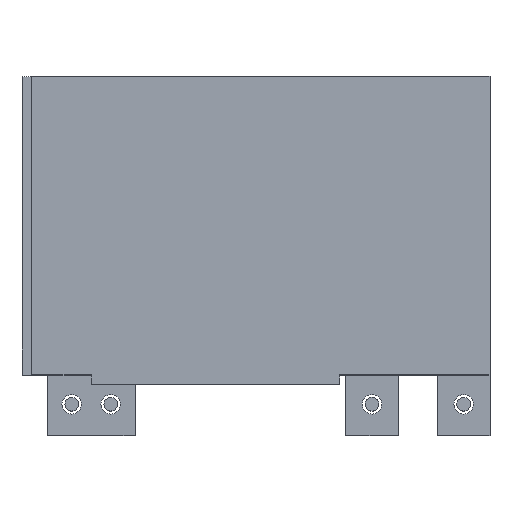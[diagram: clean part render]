
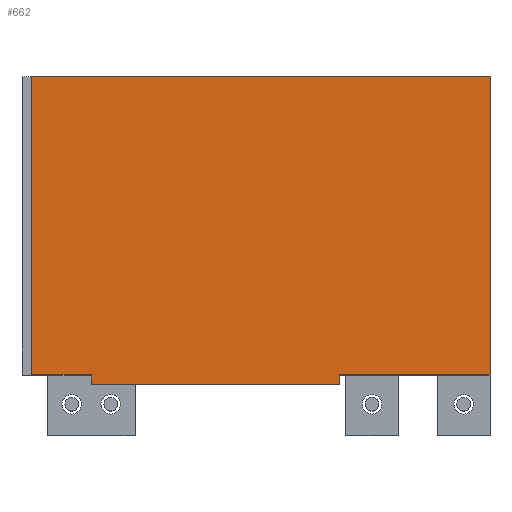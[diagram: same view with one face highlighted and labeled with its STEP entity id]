
A CAD part, top view. The second image highlights one B-rep face of the part: STEP entity #662.
In plain terms, the highlighted planar face has unit normal (0, 0, 1).
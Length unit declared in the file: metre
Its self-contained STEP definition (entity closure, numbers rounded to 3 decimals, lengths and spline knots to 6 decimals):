
#183=ORIENTED_EDGE('',*,*,#267,.F.);
#184=ORIENTED_EDGE('',*,*,#271,.T.);
#185=ORIENTED_EDGE('',*,*,#274,.T.);
#186=ORIENTED_EDGE('',*,*,#277,.T.);
#187=ORIENTED_EDGE('',*,*,#280,.T.);
#188=ORIENTED_EDGE('',*,*,#283,.T.);
#189=ORIENTED_EDGE('',*,*,#286,.T.);
#190=ORIENTED_EDGE('',*,*,#288,.T.);
#267=EDGE_CURVE('',#335,#336,#399,.T.);
#271=EDGE_CURVE('',#335,#338,#403,.T.);
#274=EDGE_CURVE('',#338,#340,#406,.T.);
#277=EDGE_CURVE('',#340,#342,#409,.T.);
#280=EDGE_CURVE('',#342,#344,#412,.T.);
#283=EDGE_CURVE('',#344,#346,#415,.T.);
#286=EDGE_CURVE('',#346,#348,#418,.T.);
#288=EDGE_CURVE('',#348,#336,#420,.T.);
#335=VERTEX_POINT('',#1133);
#336=VERTEX_POINT('',#1135);
#338=VERTEX_POINT('',#1141);
#340=VERTEX_POINT('',#1147);
#342=VERTEX_POINT('',#1153);
#344=VERTEX_POINT('',#1159);
#346=VERTEX_POINT('',#1165);
#348=VERTEX_POINT('',#1171);
#399=LINE('',#1134,#463);
#403=LINE('',#1142,#467);
#406=LINE('',#1148,#470);
#409=LINE('',#1154,#473);
#412=LINE('',#1160,#476);
#415=LINE('',#1166,#479);
#418=LINE('',#1172,#482);
#420=LINE('',#1175,#484);
#463=VECTOR('',#932,1.);
#467=VECTOR('',#938,1.);
#470=VECTOR('',#943,1.);
#473=VECTOR('',#948,1.);
#476=VECTOR('',#953,1.);
#479=VECTOR('',#958,1.);
#482=VECTOR('',#963,1.);
#484=VECTOR('',#967,1.);
#525=EDGE_LOOP('',(#183,#184,#185,#186,#187,#188,#189,#190));
#583=FACE_BOUND('',#525,.T.);
#624=PLANE('',#798);
#662=ADVANCED_FACE('',(#583),#624,.T.);
#798=AXIS2_PLACEMENT_3D('',#1176,#968,#969);
#932=DIRECTION('',(-1.,0.,0.));
#938=DIRECTION('',(0.,-1.,0.));
#943=DIRECTION('',(1.,0.,0.));
#948=DIRECTION('',(0.,1.,0.));
#953=DIRECTION('',(1.,0.,0.));
#958=DIRECTION('',(0.,1.,0.));
#963=DIRECTION('',(-1.,0.,0.));
#967=DIRECTION('',(0.,-1.,0.));
#968=DIRECTION('',(0.,0.,1.));
#969=DIRECTION('',(1.,0.,0.));
#1133=CARTESIAN_POINT('',(-0.02045,-0.0153,0.0097));
#1134=CARTESIAN_POINT('',(-0.021975,-0.0153,0.0097));
#1135=CARTESIAN_POINT('',(-0.0235,-0.0153,0.0097));
#1141=CARTESIAN_POINT('',(-0.02045,-0.0158,0.0097));
#1142=CARTESIAN_POINT('',(-0.02045,-0.01555,0.0097));
#1147=CARTESIAN_POINT('',(-0.0077,-0.0158,0.0097));
#1148=CARTESIAN_POINT('',(-0.014075,-0.0158,0.0097));
#1153=CARTESIAN_POINT('',(-0.0077,-0.0153,0.0097));
#1154=CARTESIAN_POINT('',(-0.0077,-0.01555,0.0097));
#1159=CARTESIAN_POINT('',(0.,-0.0153,0.0097));
#1160=CARTESIAN_POINT('',(-0.0128,-0.0153,0.0097));
#1165=CARTESIAN_POINT('',(0.,0.,0.0097));
#1166=CARTESIAN_POINT('',(0.,-0.0092,0.0097));
#1171=CARTESIAN_POINT('',(-0.0235,0.,0.0097));
#1172=CARTESIAN_POINT('',(-0.012,0.,0.0097));
#1175=CARTESIAN_POINT('',(-0.0235,-0.00765,0.0097));
#1176=CARTESIAN_POINT('',(-0.012,-0.0092,0.0097));
